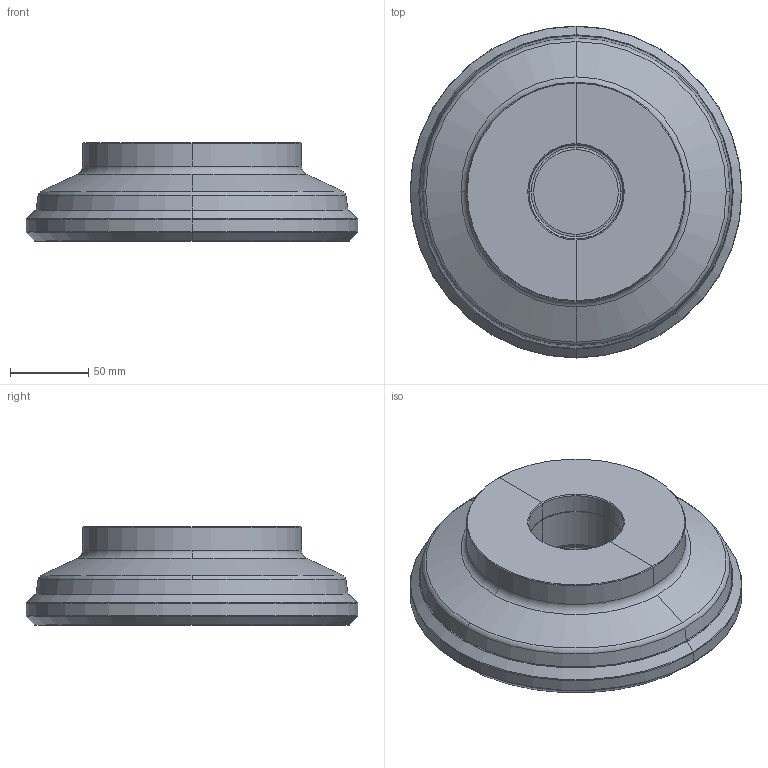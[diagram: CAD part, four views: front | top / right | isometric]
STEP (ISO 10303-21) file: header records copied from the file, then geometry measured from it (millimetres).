
FILE_DESCRIPTION(('STEP AP214'),'1');
FILE_NAME('607040883-000-01-E43.stp','2022-10-28T09:51:10',(' '),(' '),'Spatial InterOp 3D',' ',' ');
FILE_SCHEMA(('AUTOMOTIVE_DESIGN { 1 0 10303 214 1 1 1 1 }'));
Length unit declared in the file: millimetre
Products named in the file (1): 1
Bounding box: 212.01 x 212.01 x 63 mm (x, y, z)
Volume: 1337492.6 mm3; surface area: 131120.3 mm2
Topology: 2 solids, 2 shells, 83 faces, 270 edges, 192 vertices
Faces by surface type: cone 32, torus 30, cylinder 16, plane 5
Entity records: 3693 total; most frequent: DIRECTION 629, CARTESIAN_POINT 497, ORIENTED_EDGE 434, AXIS2_PLACEMENT_3D 276, EDGE_CURVE 217, CIRCLE 187, VERTEX_POINT 140, EDGE_LOOP 87
